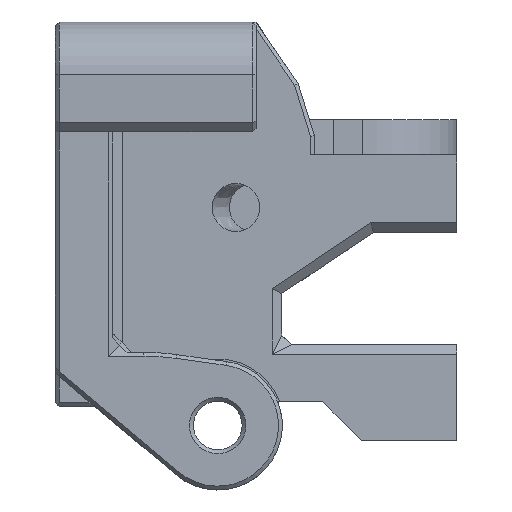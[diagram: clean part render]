
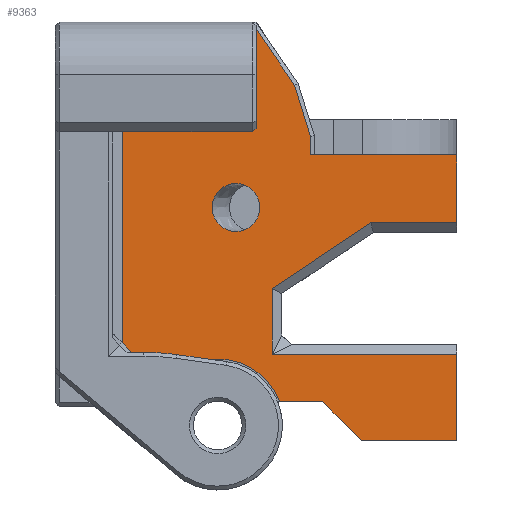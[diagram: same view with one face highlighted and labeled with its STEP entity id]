
A CAD part, left-side view. The second image highlights one B-rep face of the part: STEP entity #9363.
In plain terms, the highlighted planar face has unit normal (-1, 0, 0).
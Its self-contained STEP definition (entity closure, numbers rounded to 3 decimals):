
#360=FACE_BOUND('',#1494,.T.);
#602=CIRCLE('',#10016,6.95);
#603=CIRCLE('',#10017,2.5);
#895=FACE_OUTER_BOUND('',#1493,.T.);
#1493=EDGE_LOOP('',(#6945,#6946,#6947,#6948,#6949,#6950,#6951,#6952,#6953,
#6954,#6955,#6956,#6957,#6958,#6959,#6960,#6961,#6962,#6963,#6964,#6965,
#6966));
#1494=EDGE_LOOP('',(#6967));
#2040=LINE('',#14126,#3004);
#2289=LINE('',#24319,#3253);
#2290=LINE('',#24322,#3254);
#2293=LINE('',#24327,#3257);
#2294=LINE('',#24329,#3258);
#2295=LINE('',#24331,#3259);
#2296=LINE('',#24335,#3260);
#2297=LINE('',#24337,#3261);
#2298=LINE('',#24339,#3262);
#2299=LINE('',#24341,#3263);
#2300=LINE('',#24343,#3264);
#2301=LINE('',#24345,#3265);
#2302=LINE('',#24347,#3266);
#2303=LINE('',#24349,#3267);
#2304=LINE('',#24351,#3268);
#2305=LINE('',#24353,#3269);
#2306=LINE('',#24355,#3270);
#2307=LINE('',#24357,#3271);
#2308=LINE('',#24359,#3272);
#2309=LINE('',#24361,#3273);
#2310=LINE('',#24362,#3274);
#3004=VECTOR('',#10839,10.);
#3253=VECTOR('',#11368,10.);
#3254=VECTOR('',#11371,10.);
#3257=VECTOR('',#11376,10.);
#3258=VECTOR('',#11377,10.);
#3259=VECTOR('',#11378,10.);
#3260=VECTOR('',#11381,10.);
#3261=VECTOR('',#11382,10.);
#3262=VECTOR('',#11383,10.);
#3263=VECTOR('',#11384,10.);
#3264=VECTOR('',#11385,10.);
#3265=VECTOR('',#11386,10.);
#3266=VECTOR('',#11387,10.);
#3267=VECTOR('',#11388,10.);
#3268=VECTOR('',#11389,10.);
#3269=VECTOR('',#11390,10.);
#3270=VECTOR('',#11391,10.);
#3271=VECTOR('',#11392,10.);
#3272=VECTOR('',#11393,10.);
#3273=VECTOR('',#11394,10.);
#3274=VECTOR('',#11395,10.);
#4029=VERTEX_POINT('',#14123);
#4030=VERTEX_POINT('',#14125);
#4293=VERTEX_POINT('',#24315);
#4294=VERTEX_POINT('',#24317);
#4295=VERTEX_POINT('',#24321);
#4297=VERTEX_POINT('',#24328);
#4298=VERTEX_POINT('',#24330);
#4299=VERTEX_POINT('',#24332);
#4300=VERTEX_POINT('',#24334);
#4301=VERTEX_POINT('',#24336);
#4302=VERTEX_POINT('',#24338);
#4303=VERTEX_POINT('',#24340);
#4304=VERTEX_POINT('',#24342);
#4305=VERTEX_POINT('',#24344);
#4306=VERTEX_POINT('',#24346);
#4307=VERTEX_POINT('',#24348);
#4308=VERTEX_POINT('',#24350);
#4309=VERTEX_POINT('',#24352);
#4310=VERTEX_POINT('',#24354);
#4311=VERTEX_POINT('',#24356);
#4312=VERTEX_POINT('',#24358);
#4313=VERTEX_POINT('',#24360);
#4314=VERTEX_POINT('',#24363);
#4876=EDGE_CURVE('',#4030,#4029,#2040,.T.);
#5267=EDGE_CURVE('',#4294,#4293,#2289,.T.);
#5268=EDGE_CURVE('',#4293,#4295,#2290,.T.);
#5271=EDGE_CURVE('',#4030,#4294,#2293,.T.);
#5272=EDGE_CURVE('',#4029,#4297,#2294,.T.);
#5273=EDGE_CURVE('',#4298,#4297,#2295,.T.);
#5274=EDGE_CURVE('',#4298,#4299,#602,.T.);
#5275=EDGE_CURVE('',#4300,#4299,#2296,.T.);
#5276=EDGE_CURVE('',#4301,#4300,#2297,.T.);
#5277=EDGE_CURVE('',#4302,#4301,#2298,.T.);
#5278=EDGE_CURVE('',#4302,#4303,#2299,.T.);
#5279=EDGE_CURVE('',#4304,#4303,#2300,.T.);
#5280=EDGE_CURVE('',#4305,#4304,#2301,.T.);
#5281=EDGE_CURVE('',#4306,#4305,#2302,.T.);
#5282=EDGE_CURVE('',#4307,#4306,#2303,.T.);
#5283=EDGE_CURVE('',#4308,#4307,#2304,.T.);
#5284=EDGE_CURVE('',#4308,#4309,#2305,.T.);
#5285=EDGE_CURVE('',#4310,#4309,#2306,.T.);
#5286=EDGE_CURVE('',#4311,#4310,#2307,.T.);
#5287=EDGE_CURVE('',#4312,#4311,#2308,.T.);
#5288=EDGE_CURVE('',#4313,#4312,#2309,.T.);
#5289=EDGE_CURVE('',#4295,#4313,#2310,.T.);
#5290=EDGE_CURVE('',#4314,#4314,#603,.T.);
#6945=ORIENTED_EDGE('',*,*,#5267,.F.);
#6946=ORIENTED_EDGE('',*,*,#5271,.F.);
#6947=ORIENTED_EDGE('',*,*,#4876,.T.);
#6948=ORIENTED_EDGE('',*,*,#5272,.T.);
#6949=ORIENTED_EDGE('',*,*,#5273,.F.);
#6950=ORIENTED_EDGE('',*,*,#5274,.T.);
#6951=ORIENTED_EDGE('',*,*,#5275,.F.);
#6952=ORIENTED_EDGE('',*,*,#5276,.F.);
#6953=ORIENTED_EDGE('',*,*,#5277,.F.);
#6954=ORIENTED_EDGE('',*,*,#5278,.T.);
#6955=ORIENTED_EDGE('',*,*,#5279,.F.);
#6956=ORIENTED_EDGE('',*,*,#5280,.F.);
#6957=ORIENTED_EDGE('',*,*,#5281,.F.);
#6958=ORIENTED_EDGE('',*,*,#5282,.F.);
#6959=ORIENTED_EDGE('',*,*,#5283,.F.);
#6960=ORIENTED_EDGE('',*,*,#5284,.T.);
#6961=ORIENTED_EDGE('',*,*,#5285,.F.);
#6962=ORIENTED_EDGE('',*,*,#5286,.F.);
#6963=ORIENTED_EDGE('',*,*,#5287,.F.);
#6964=ORIENTED_EDGE('',*,*,#5288,.F.);
#6965=ORIENTED_EDGE('',*,*,#5289,.F.);
#6966=ORIENTED_EDGE('',*,*,#5268,.F.);
#6967=ORIENTED_EDGE('',*,*,#5290,.T.);
#9005=PLANE('',#10015);
#9363=ADVANCED_FACE('',(#895,#360),#9005,.T.);
#10015=AXIS2_PLACEMENT_3D('',#24326,#11374,#11375);
#10016=AXIS2_PLACEMENT_3D('',#24333,#11379,#11380);
#10017=AXIS2_PLACEMENT_3D('',#24364,#11396,#11397);
#10839=DIRECTION('',(0.,-1.,0.));
#11368=DIRECTION('',(0.,0.,1.));
#11371=DIRECTION('',(0.,-1.,0.));
#11374=DIRECTION('center_axis',(-1.,0.,0.));
#11375=DIRECTION('ref_axis',(0.,-1.,0.));
#11376=DIRECTION('',(0.,-0.707,0.707));
#11377=DIRECTION('',(0.,-0.832,0.555));
#11378=DIRECTION('',(0.,1.,0.));
#11379=DIRECTION('center_axis',(1.,0.,0.));
#11380=DIRECTION('ref_axis',(0.,-0.615,0.789));
#11381=DIRECTION('',(0.,1.,0.));
#11382=DIRECTION('',(0.,0.707,0.707));
#11383=DIRECTION('',(0.,1.,0.));
#11384=DIRECTION('',(0.,0.,1.));
#11385=DIRECTION('',(0.,-1.,0.));
#11386=DIRECTION('',(0.,-0.001,-1.));
#11387=DIRECTION('',(0.,0.832,-0.555));
#11388=DIRECTION('',(0.,1.,0.));
#11389=DIRECTION('',(0.,0.,-1.));
#11390=DIRECTION('',(0.,1.,0.));
#11391=DIRECTION('',(0.,0.,-1.));
#11392=DIRECTION('',(0.,-0.296,-0.955));
#11393=DIRECTION('',(0.,-0.565,-0.825));
#11394=DIRECTION('',(0.,0.,1.));
#11395=DIRECTION('',(0.,-0.707,0.707));
#11396=DIRECTION('center_axis',(1.,0.,0.));
#11397=DIRECTION('ref_axis',(0.,0.,-1.));
#14123=CARTESIAN_POINT('',(27.975,43.7,58.));
#14125=CARTESIAN_POINT('',(27.975,44.1,58.));
#14126=CARTESIAN_POINT('',(27.975,25.7,58.));
#24315=CARTESIAN_POINT('',(27.975,42.7,86.7));
#24317=CARTESIAN_POINT('',(27.975,42.7,59.4));
#24319=CARTESIAN_POINT('',(27.975,42.7,83.8));
#24321=CARTESIAN_POINT('',(27.975,29.1,86.7));
#24322=CARTESIAN_POINT('',(27.975,25.7,86.7));
#24326=CARTESIAN_POINT('Origin',(27.975,1.7,89.5));
#24327=CARTESIAN_POINT('',(27.975,25.525,76.575));
#24328=CARTESIAN_POINT('',(27.975,43.006,58.463));
#24329=CARTESIAN_POINT('',(27.975,0.892,86.538));
#24330=CARTESIAN_POINT('',(27.975,39.199,58.463));
#24331=CARTESIAN_POINT('',(27.975,1.7,58.463));
#24332=CARTESIAN_POINT('',(27.975,26.201,58.463));
#24333=CARTESIAN_POINT('Origin',(27.975,32.7,56.));
#24334=CARTESIAN_POINT('',(27.975,21.7,58.463));
#24335=CARTESIAN_POINT('',(27.975,1.7,58.463));
#24336=CARTESIAN_POINT('',(27.975,17.7,54.463));
#24337=CARTESIAN_POINT('',(27.975,23.166,59.929));
#24338=CARTESIAN_POINT('',(27.975,7.7,54.463));
#24339=CARTESIAN_POINT('',(27.975,7.7,54.463));
#24340=CARTESIAN_POINT('',(27.975,7.7,63.463));
#24341=CARTESIAN_POINT('',(27.975,7.7,75.481));
#24342=CARTESIAN_POINT('',(27.975,27.005,63.463));
#24343=CARTESIAN_POINT('',(27.975,1.7,63.463));
#24344=CARTESIAN_POINT('',(27.975,27.011,70.328));
#24345=CARTESIAN_POINT('',(27.975,27.017,78.13));
#24346=CARTESIAN_POINT('',(27.975,16.703,77.2));
#24347=CARTESIAN_POINT('',(27.975,1.447,87.371));
#24348=CARTESIAN_POINT('',(27.975,7.7,77.2));
#24349=CARTESIAN_POINT('',(27.975,11.2,77.2));
#24350=CARTESIAN_POINT('',(27.975,7.7,84.3));
#24351=CARTESIAN_POINT('',(27.975,7.7,82.));
#24352=CARTESIAN_POINT('',(27.975,23.,84.3));
#24353=CARTESIAN_POINT('',(27.975,-5.512,84.3));
#24354=CARTESIAN_POINT('',(27.975,23.,86.237));
#24355=CARTESIAN_POINT('',(27.975,23.,89.4));
#24356=CARTESIAN_POINT('',(27.975,24.66,91.596));
#24357=CARTESIAN_POINT('',(27.975,22.944,86.056));
#24358=CARTESIAN_POINT('',(27.975,28.7,97.492));
#24359=CARTESIAN_POINT('',(27.975,22.688,88.719));
#24360=CARTESIAN_POINT('',(27.975,28.7,87.1));
#24361=CARTESIAN_POINT('',(27.975,28.7,90.975));
#24362=CARTESIAN_POINT('',(27.975,21.45,94.35));
#24363=CARTESIAN_POINT('',(27.975,30.8,81.3));
#24364=CARTESIAN_POINT('Origin',(27.975,30.8,78.8));
